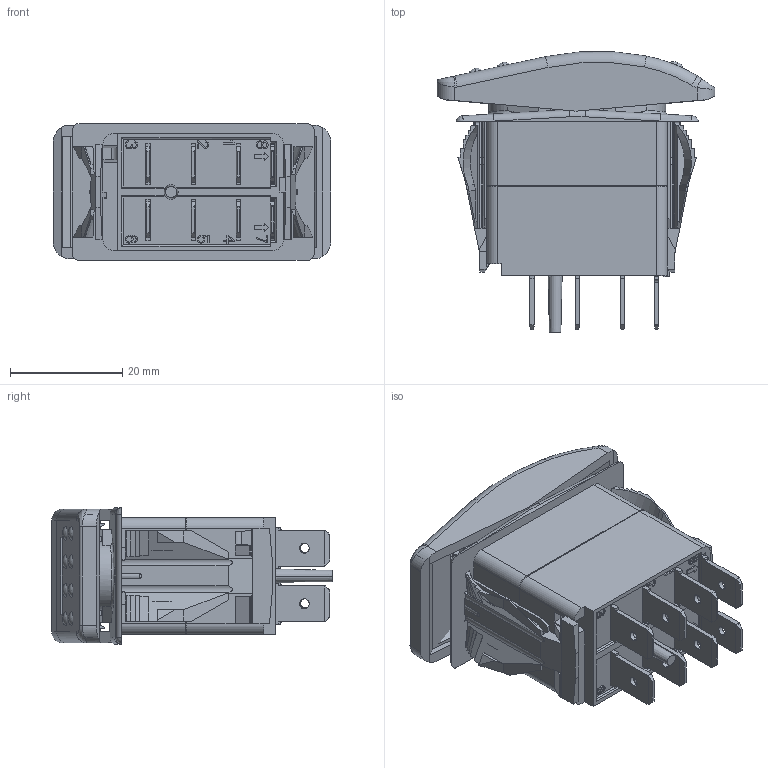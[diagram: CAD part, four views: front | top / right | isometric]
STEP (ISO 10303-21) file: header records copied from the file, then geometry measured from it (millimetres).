
FILE_DESCRIPTION((''),'2;1');
FILE_NAME('VJD1U66B-A7C00-000_SW0001','2011-09-04T',('leads.cao'),(''),'PRO/ENGINEER BY PARAMETRIC TECHNOLOGY CORPORATION, 2010280','PRO/ENGINEER BY PARAMETRIC TECHNOLOGY CORPORATION, 2010280','');
FILE_SCHEMA(('CONFIG_CONTROL_DESIGN'));
Products named in the file (1): VJD1U66B-A7C00-000_SW0001
Bounding box: 49.53 x 50.05 x 24.38 mm (x, y, z)
Volume: 12618.6 mm3; surface area: 22140.2 mm2
Topology: 5 solids, 7 shells, 2445 faces, 6267 edges, 3794 vertices
Faces by surface type: plane 1799, cone 344, cylinder 236, bspline 26, sphere 24, torus 16
Entity records: 76265 total; most frequent: CARTESIAN_POINT 19034, ORIENTED_EDGE 12406, DIRECTION 10847, EDGE_CURVE 6203, VECTOR 4521, LINE 4521, VERTEX_POINT 3912, AXIS2_PLACEMENT_3D 3163
